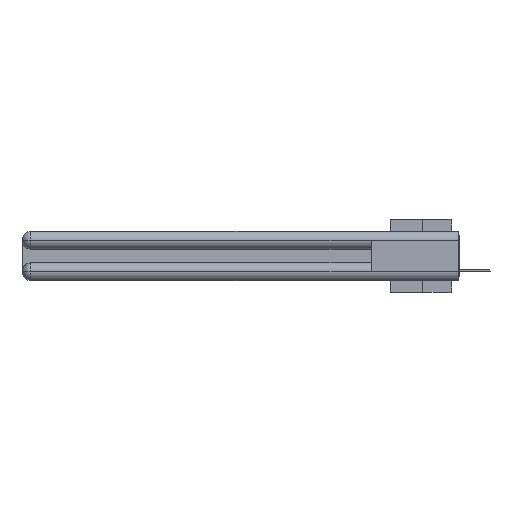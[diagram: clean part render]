
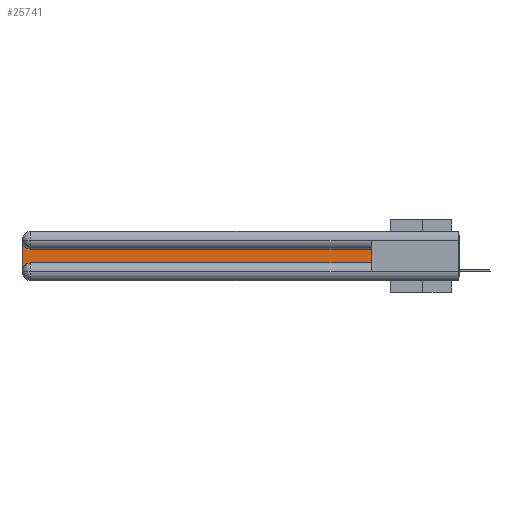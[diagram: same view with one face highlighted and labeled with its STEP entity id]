
A CAD part, left-side view. The second image highlights one B-rep face of the part: STEP entity #25741.
In plain terms, the highlighted planar face has unit normal (-1, 0, 0).
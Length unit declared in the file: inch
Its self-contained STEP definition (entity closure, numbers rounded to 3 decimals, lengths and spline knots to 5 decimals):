
#90 = ORIENTED_EDGE ( 'NONE', *, *, #8476, .T. ) ;
#667 = DIRECTION ( 'NONE',  ( 0., 0., -1. ) ) ;
#754 = FACE_OUTER_BOUND ( 'NONE', #11513, .T. ) ;
#1096 = DIRECTION ( 'NONE',  ( 0., 1., 0. ) ) ;
#1116 = VERTEX_POINT ( 'NONE', #13816 ) ;
#1178 = CARTESIAN_POINT ( 'NONE',  ( 0.075, 0.6, -0.2175 ) ) ;
#1874 = CARTESIAN_POINT ( 'NONE',  ( 0.075, 3., -0.2175 ) ) ;
#2194 = CARTESIAN_POINT ( 'NONE',  ( 0.075, 3., -0.0625 ) ) ;
#4061 = EDGE_CURVE ( 'NONE', #5124, #1116, #29162, .T. ) ;
#5124 = VERTEX_POINT ( 'NONE', #14092 ) ;
#6409 = LINE ( 'NONE', #1874, #7687 ) ;
#6999 = DIRECTION ( 'NONE',  ( 1., 0., 0. ) ) ;
#7687 = VECTOR ( 'NONE', #15299, 39.37008 ) ;
#7719 = CARTESIAN_POINT ( 'NONE',  ( 0.075, 2.94, -0.1225 ) ) ;
#8460 = CARTESIAN_POINT ( 'NONE',  ( 0.075, 0.6, -0.2175 ) ) ;
#8476 = EDGE_CURVE ( 'NONE', #1116, #32169, #13790, .T. ) ;
#8577 = DIRECTION ( 'NONE',  ( 0., 0., -1. ) ) ;
#9389 = CIRCLE ( 'NONE', #14713, 0.06 ) ;
#9392 = CARTESIAN_POINT ( 'NONE',  ( 0.075, 0.6, -0.1225 ) ) ;
#10266 = EDGE_CURVE ( 'NONE', #19357, #14896, #9389, .T. ) ;
#11513 = EDGE_LOOP ( 'NONE', ( #23080, #32055, #28472, #21856, #90, #35490 ) ) ;
#11630 = CARTESIAN_POINT ( 'NONE',  ( 0.075, 3., -0.1225 ) ) ;
#12742 = DIRECTION ( 'NONE',  ( 0., 0., -1. ) ) ;
#13790 = LINE ( 'NONE', #8460, #20311 ) ;
#13816 = CARTESIAN_POINT ( 'NONE',  ( 0.075, 2.94, -0.2175 ) ) ;
#14074 = VECTOR ( 'NONE', #15101, 39.37008 ) ;
#14092 = CARTESIAN_POINT ( 'NONE',  ( 0.075, 3., -0.2775 ) ) ;
#14262 = AXIS2_PLACEMENT_3D ( 'NONE', #11630, #28036, #667 ) ;
#14713 = AXIS2_PLACEMENT_3D ( 'NONE', #19507, #25074, #8577 ) ;
#14896 = VERTEX_POINT ( 'NONE', #2194 ) ;
#15101 = DIRECTION ( 'NONE',  ( 0., 0., 1. ) ) ;
#15299 = DIRECTION ( 'NONE',  ( 0., 0., -1. ) ) ;
#15397 = CARTESIAN_POINT ( 'NONE',  ( 0.075, 0.6, -0.1225 ) ) ;
#17326 = VERTEX_POINT ( 'NONE', #15397 ) ;
#17925 = EDGE_CURVE ( 'NONE', #17326, #19357, #20366, .T. ) ;
#18169 = VECTOR ( 'NONE', #1096, 39.37008 ) ;
#19357 = VERTEX_POINT ( 'NONE', #7719 ) ;
#19507 = CARTESIAN_POINT ( 'NONE',  ( 0.075, 2.94, -0.0625 ) ) ;
#20311 = VECTOR ( 'NONE', #24827, 39.37008 ) ;
#20366 = LINE ( 'NONE', #9392, #18169 ) ;
#21752 = AXIS2_PLACEMENT_3D ( 'NONE', #23609, #6999, #12742 ) ;
#21856 = ORIENTED_EDGE ( 'NONE', *, *, #4061, .T. ) ;
#22598 = PLANE ( 'NONE',  #14262 ) ;
#22709 = LINE ( 'NONE', #1178, #14074 ) ;
#23080 = ORIENTED_EDGE ( 'NONE', *, *, #17925, .T. ) ;
#23609 = CARTESIAN_POINT ( 'NONE',  ( 0.075, 2.94, -0.2775 ) ) ;
#24827 = DIRECTION ( 'NONE',  ( 0., -1., 0. ) ) ;
#25074 = DIRECTION ( 'NONE',  ( 1., 0., 0. ) ) ;
#25741 = ADVANCED_FACE ( 'NONE', ( #754 ), #22598, .F. ) ;
#28036 = DIRECTION ( 'NONE',  ( 1., 0., 0. ) ) ;
#28472 = ORIENTED_EDGE ( 'NONE', *, *, #30992, .T. ) ;
#29162 = CIRCLE ( 'NONE', #21752, 0.06 ) ;
#30696 = CARTESIAN_POINT ( 'NONE',  ( 0.075, 0.6, -0.2175 ) ) ;
#30992 = EDGE_CURVE ( 'NONE', #14896, #5124, #6409, .T. ) ;
#32055 = ORIENTED_EDGE ( 'NONE', *, *, #10266, .T. ) ;
#32169 = VERTEX_POINT ( 'NONE', #30696 ) ;
#35059 = EDGE_CURVE ( 'NONE', #32169, #17326, #22709, .T. ) ;
#35490 = ORIENTED_EDGE ( 'NONE', *, *, #35059, .T. ) ;
